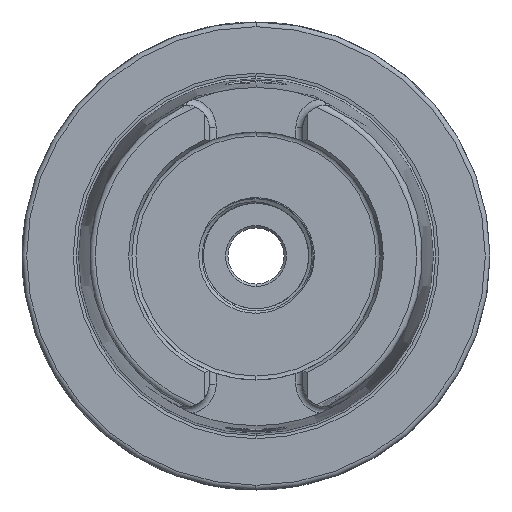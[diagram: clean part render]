
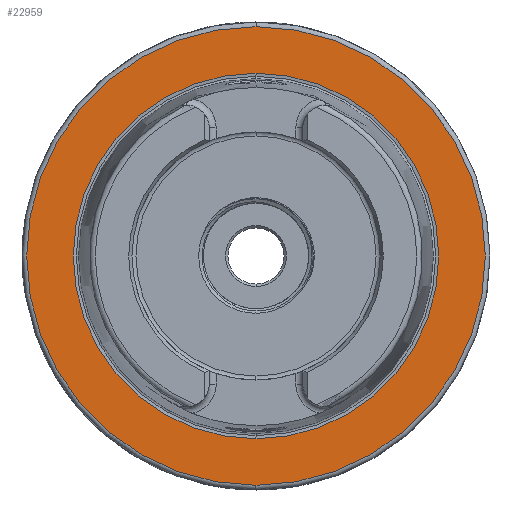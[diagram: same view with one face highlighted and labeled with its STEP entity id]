
A CAD part, left-side view. The second image highlights one B-rep face of the part: STEP entity #22959.
In plain terms, the highlighted planar face has unit normal (-1, 0, 0).
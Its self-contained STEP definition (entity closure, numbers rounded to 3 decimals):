
#29 = EDGE_CURVE ( 'NONE', #24980, #25038, #19353, .T. ) ;
#834 = EDGE_CURVE ( 'NONE', #24921, #24964, #24816, .T. ) ;
#4578 = ORIENTED_EDGE ( 'NONE', *, *, #22684, .T. ) ;
#11014 = PLANE ( 'NONE',  #23327 ) ;
#11023 = DIRECTION ( 'NONE',  ( -1., 0., 0. ) ) ;
#11028 = CARTESIAN_POINT ( 'NONE',  ( 0., 39.054, 0. ) ) ;
#11032 = DIRECTION ( 'NONE',  ( 0., 0., 1. ) ) ;
#14532 = DIRECTION ( 'NONE',  ( 0., 0., -1. ) ) ;
#14545 = CARTESIAN_POINT ( 'NONE',  ( 0., 0., 0. ) ) ;
#14558 = DIRECTION ( 'NONE',  ( 1., 0., 0. ) ) ;
#14569 = DIRECTION ( 'NONE',  ( 0., 0., 1. ) ) ;
#14584 = CARTESIAN_POINT ( 'NONE',  ( 0., 0., 0. ) ) ;
#14586 = DIRECTION ( 'NONE',  ( -1., 0., 0. ) ) ;
#16807 = DIRECTION ( 'NONE',  ( 0., 0., 1. ) ) ;
#16836 = DIRECTION ( 'NONE',  ( -1., 0., 0. ) ) ;
#16839 = CARTESIAN_POINT ( 'NONE',  ( 0., 0., 0. ) ) ;
#17330 = ORIENTED_EDGE ( 'NONE', *, *, #22689, .T. ) ;
#17351 = ORIENTED_EDGE ( 'NONE', *, *, #834, .T. ) ;
#17365 = ORIENTED_EDGE ( 'NONE', *, *, #29, .T. ) ;
#19353 = CIRCLE ( 'NONE', #22795, 39.054 ) ;
#20534 = CARTESIAN_POINT ( 'NONE',  ( 0., 0., 49. ) ) ;
#20635 = CARTESIAN_POINT ( 'NONE',  ( 0., 0., -49. ) ) ;
#20640 = CARTESIAN_POINT ( 'NONE',  ( 0., 0., 39.054 ) ) ;
#22399 = CARTESIAN_POINT ( 'NONE',  ( 0., 0., -39.054 ) ) ;
#22684 = EDGE_CURVE ( 'NONE', #25038, #24980, #23641, .T. ) ;
#22689 = EDGE_CURVE ( 'NONE', #24964, #24921, #23658, .T. ) ;
#22795 = AXIS2_PLACEMENT_3D ( 'NONE', #25473, #25474, #25441 ) ;
#22959 = ADVANCED_FACE ( 'NONE', ( #23792, #23752 ), #11014, .T. ) ;
#23100 = AXIS2_PLACEMENT_3D ( 'NONE', #16839, #16836, #16807 ) ;
#23229 = AXIS2_PLACEMENT_3D ( 'NONE', #14584, #14586, #14569 ) ;
#23272 = AXIS2_PLACEMENT_3D ( 'NONE', #14545, #14558, #14532 ) ;
#23327 = AXIS2_PLACEMENT_3D ( 'NONE', #11028, #11023, #11032 ) ;
#23641 = CIRCLE ( 'NONE', #23272, 39.054 ) ;
#23658 = CIRCLE ( 'NONE', #23229, 49. ) ;
#23752 = FACE_BOUND ( 'NONE', #29838, .T. ) ;
#23792 = FACE_OUTER_BOUND ( 'NONE', #29790, .T. ) ;
#24816 = CIRCLE ( 'NONE', #23100, 49. ) ;
#24921 = VERTEX_POINT ( 'NONE', #20534 ) ;
#24964 = VERTEX_POINT ( 'NONE', #20635 ) ;
#24980 = VERTEX_POINT ( 'NONE', #20640 ) ;
#25038 = VERTEX_POINT ( 'NONE', #22399 ) ;
#25441 = DIRECTION ( 'NONE',  ( 0., 0., -1. ) ) ;
#25473 = CARTESIAN_POINT ( 'NONE',  ( 0., 0., 0. ) ) ;
#25474 = DIRECTION ( 'NONE',  ( 1., 0., 0. ) ) ;
#29790 = EDGE_LOOP ( 'NONE', ( #17351, #17330 ) ) ;
#29838 = EDGE_LOOP ( 'NONE', ( #17365, #4578 ) ) ;
